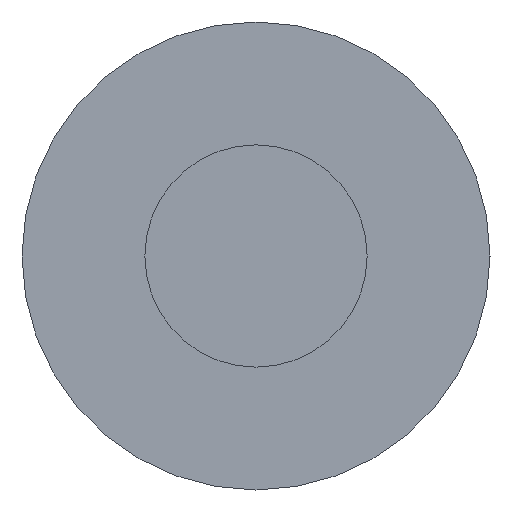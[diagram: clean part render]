
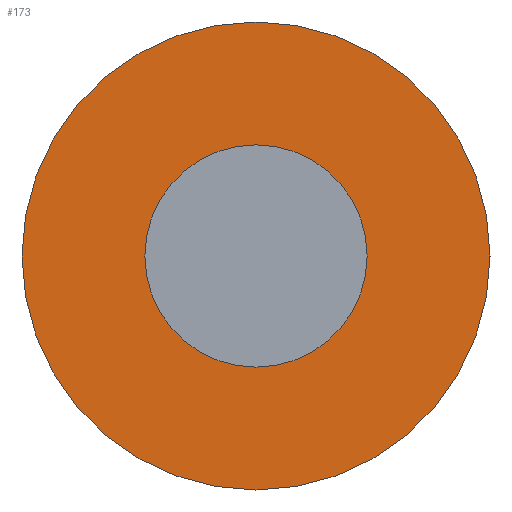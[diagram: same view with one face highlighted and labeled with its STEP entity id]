
A CAD part, left-side view. The second image highlights one B-rep face of the part: STEP entity #173.
In plain terms, the highlighted planar face has unit normal (-1, 0, 0).
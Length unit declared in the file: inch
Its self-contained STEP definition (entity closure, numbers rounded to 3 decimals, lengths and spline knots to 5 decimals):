
#5 = EDGE_CURVE ( 'NONE', #158, #126, #224, .T. ) ;
#9 = CARTESIAN_POINT ( 'NONE',  ( 0.1, 0., 0.02 ) ) ;
#20 = VERTEX_POINT ( 'NONE', #83 ) ;
#26 = AXIS2_PLACEMENT_3D ( 'NONE', #241, #257, #282 ) ;
#31 = AXIS2_PLACEMENT_3D ( 'NONE', #193, #152, #342 ) ;
#36 = ORIENTED_EDGE ( 'NONE', *, *, #248, .T. ) ;
#59 = DIRECTION ( 'NONE',  ( 1., 0., 0. ) ) ;
#73 = ORIENTED_EDGE ( 'NONE', *, *, #5, .F. ) ;
#83 = CARTESIAN_POINT ( 'NONE',  ( 0.1, 0., -0.02 ) ) ;
#86 = AXIS2_PLACEMENT_3D ( 'NONE', #94, #205, #315 ) ;
#90 = FACE_BOUND ( 'NONE', #156, .T. ) ;
#94 = CARTESIAN_POINT ( 'NONE',  ( 0.1, 0., 0. ) ) ;
#100 = EDGE_LOOP ( 'NONE', ( #36, #105 ) ) ;
#105 = ORIENTED_EDGE ( 'NONE', *, *, #255, .T. ) ;
#124 = CARTESIAN_POINT ( 'NONE',  ( 0.1, 0., -0.0095 ) ) ;
#126 = VERTEX_POINT ( 'NONE', #170 ) ;
#141 = EDGE_CURVE ( 'NONE', #126, #158, #196, .T. ) ;
#149 = AXIS2_PLACEMENT_3D ( 'NONE', #230, #203, #150 ) ;
#150 = DIRECTION ( 'NONE',  ( 0., 0., 1. ) ) ;
#152 = DIRECTION ( 'NONE',  ( -1., 0., 0. ) ) ;
#156 = EDGE_LOOP ( 'NONE', ( #243, #73 ) ) ;
#158 = VERTEX_POINT ( 'NONE', #124 ) ;
#166 = CIRCLE ( 'NONE', #149, 0.02 ) ;
#170 = CARTESIAN_POINT ( 'NONE',  ( 0.1, 0., 0.0095 ) ) ;
#173 = ADVANCED_FACE ( 'NONE', ( #90, #262 ), #207, .F. ) ;
#193 = CARTESIAN_POINT ( 'NONE',  ( 0.1, 0., 0. ) ) ;
#196 = CIRCLE ( 'NONE', #31, 0.0095 ) ;
#203 = DIRECTION ( 'NONE',  ( -1., 0., 0. ) ) ;
#205 = DIRECTION ( 'NONE',  ( -1., 0., 0. ) ) ;
#207 = PLANE ( 'NONE',  #246 ) ;
#224 = CIRCLE ( 'NONE', #26, 0.0095 ) ;
#230 = CARTESIAN_POINT ( 'NONE',  ( 0.1, 0., 0. ) ) ;
#241 = CARTESIAN_POINT ( 'NONE',  ( 0.1, 0., 0. ) ) ;
#242 = CIRCLE ( 'NONE', #86, 0.02 ) ;
#243 = ORIENTED_EDGE ( 'NONE', *, *, #141, .F. ) ;
#246 = AXIS2_PLACEMENT_3D ( 'NONE', #290, #59, #337 ) ;
#248 = EDGE_CURVE ( 'NONE', #279, #20, #166, .T. ) ;
#255 = EDGE_CURVE ( 'NONE', #20, #279, #242, .T. ) ;
#257 = DIRECTION ( 'NONE',  ( -1., 0., 0. ) ) ;
#262 = FACE_OUTER_BOUND ( 'NONE', #100, .T. ) ;
#279 = VERTEX_POINT ( 'NONE', #9 ) ;
#282 = DIRECTION ( 'NONE',  ( 0., 0., 1. ) ) ;
#290 = CARTESIAN_POINT ( 'NONE',  ( 0.1, 0.0095, 0. ) ) ;
#315 = DIRECTION ( 'NONE',  ( 0., 0., 1. ) ) ;
#337 = DIRECTION ( 'NONE',  ( 0., 0., -1. ) ) ;
#342 = DIRECTION ( 'NONE',  ( 0., 0., 1. ) ) ;
